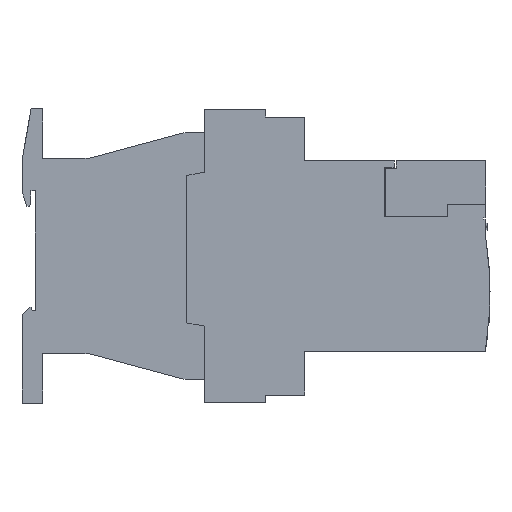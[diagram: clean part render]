
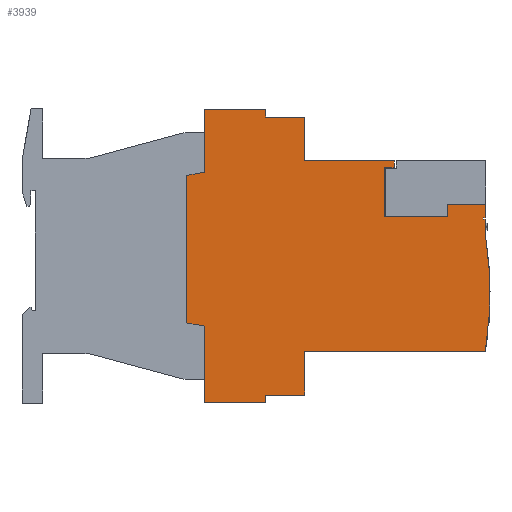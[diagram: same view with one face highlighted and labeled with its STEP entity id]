
A CAD part, left-side view. The second image highlights one B-rep face of the part: STEP entity #3939.
In plain terms, the highlighted planar face has unit normal (-1, 0, 0).
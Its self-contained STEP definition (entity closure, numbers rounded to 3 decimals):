
#3393=VERTEX_POINT('',#9398);
#3419=VERTEX_POINT('',#9428);
#3583=EDGE_CURVE('',#6545,#5959,#9614,.T.);
#3743=VERTEX_POINT('',#9789);
#3789=EDGE_CURVE('',#8371,#6117,#9840,.T.);
#3813=VERTEX_POINT('',#9866);
#3819=EDGE_CURVE('',#6055,#3419,#9873,.T.);
#3869=EDGE_CURVE('',#5959,#4471,#9931,.T.);
#3939=ADVANCED_FACE('',(#10006),#10007,.T.);
#3973=EDGE_CURVE('',#7365,#6381,#10043,.T.);
#3997=VERTEX_POINT('',#10068);
#4119=EDGE_CURVE('',#6847,#3997,#10202,.T.);
#4179=EDGE_CURVE('',#8141,#7241,#10265,.T.);
#4269=EDGE_CURVE('',#7599,#7635,#10363,.T.);
#4471=VERTEX_POINT('',#10597);
#4677=EDGE_CURVE('',#7693,#6847,#10830,.T.);
#4703=VERTEX_POINT('',#10859);
#4801=EDGE_CURVE('',#3997,#7777,#10965,.T.);
#5033=EDGE_CURVE('',#3743,#6055,#11218,.T.);
#5073=EDGE_CURVE('',#7777,#3743,#11261,.T.);
#5255=VERTEX_POINT('',#11457);
#5733=EDGE_CURVE('',#8331,#3393,#11976,.T.);
#5867=EDGE_CURVE('',#3393,#4703,#12120,.T.);
#5959=VERTEX_POINT('',#12222);
#6055=VERTEX_POINT('',#12323);
#6117=VERTEX_POINT('',#12390);
#6211=EDGE_CURVE('',#6751,#3813,#12494,.T.);
#6301=EDGE_CURVE('',#4471,#8787,#12591,.T.);
#6343=EDGE_CURVE('',#6381,#8141,#12636,.T.);
#6381=VERTEX_POINT('',#12680);
#6545=VERTEX_POINT('',#12871);
#6615=EDGE_CURVE('',#5255,#8817,#12948,.T.);
#6673=EDGE_CURVE('',#6117,#7599,#13010,.T.);
#6751=VERTEX_POINT('',#13099);
#6847=VERTEX_POINT('',#13206);
#7135=EDGE_CURVE('',#3813,#8331,#13525,.T.);
#7241=VERTEX_POINT('',#13637);
#7365=VERTEX_POINT('',#13766);
#7517=EDGE_CURVE('',#8787,#6751,#13936,.T.);
#7583=EDGE_CURVE('',#3419,#5255,#14012,.T.);
#7599=VERTEX_POINT('',#14029);
#7635=VERTEX_POINT('',#14068);
#7643=EDGE_CURVE('',#4703,#7365,#14076,.T.);
#7693=VERTEX_POINT('',#14135);
#7777=VERTEX_POINT('',#14223);
#7917=EDGE_CURVE('',#8817,#6545,#14373,.T.);
#8075=EDGE_CURVE('',#7635,#8579,#14548,.T.);
#8141=VERTEX_POINT('',#14624);
#8331=VERTEX_POINT('',#14830);
#8371=VERTEX_POINT('',#14875);
#8497=EDGE_CURVE('',#7241,#8371,#15008,.T.);
#8579=VERTEX_POINT('',#15096);
#8723=EDGE_CURVE('',#8579,#7693,#15257,.T.);
#8787=VERTEX_POINT('',#15324);
#8817=VERTEX_POINT('',#15359);
#9398=CARTESIAN_POINT('',(-22.5,-58.83,-48.512));
#9428=CARTESIAN_POINT('',(-22.5,-149.3,11.188));
#9614=LINE('',#16480,#16481);
#9789=CARTESIAN_POINT('',(-22.5,-137.,15.488));
#9840=LINE('',#16800,#16801);
#9866=CARTESIAN_POINT('',(-22.5,-78.58,-46.012));
#9873=LINE('',#16842,#16843);
#9931=CIRCLE('',#16920,120.002);
#10006=FACE_OUTER_BOUND('',#17061,.T.);
#10007=PLANE('',#17062);
#10043=LINE('',#17115,#17116);
#10068=CARTESIAN_POINT('',(-22.5,-116.8,11.488));
#10202=LINE('',#17335,#17336);
#10265=LINE('',#17427,#17428);
#10363=LINE('',#17561,#17562);
#10597=CARTESIAN_POINT('',(-22.5,-149.3,-31.912));
#10830=LINE('',#18195,#18196);
#10859=CARTESIAN_POINT('',(-22.5,-58.83,-23.762));
#10965=LINE('',#18387,#18388);
#11218=LINE('',#18764,#18765);
#11261=LINE('',#18828,#18829);
#11457=CARTESIAN_POINT('',(-22.5,-148.7,11.188));
#11976=LINE('',#19877,#19878);
#12120=LINE('',#20091,#20092);
#12222=CARTESIAN_POINT('',(-22.5,-149.3,6.088));
#12323=CARTESIAN_POINT('',(-22.5,-149.3,15.488));
#12390=CARTESIAN_POINT('',(-22.5,-78.58,43.588));
#12494=LINE('',#20649,#20650);
#12591=LINE('',#20796,#20797);
#12636=LINE('',#20856,#20857);
#12680=CARTESIAN_POINT('',(-22.5,-53.08,24.776));
#12871=CARTESIAN_POINT('',(-22.5,-149.3,10.688));
#12948=LINE('',#21264,#21265);
#13010=LINE('',#21355,#21356);
#13099=CARTESIAN_POINT('',(-22.5,-91.15,-46.012));
#13206=CARTESIAN_POINT('',(-22.5,-116.8,27.288));
#13525=LINE('',#22105,#22106);
#13637=CARTESIAN_POINT('',(-22.5,-58.83,46.088));
#13766=CARTESIAN_POINT('',(-22.5,-53.08,-22.762));
#13936=LINE('',#22698,#22699);
#14012=LINE('',#22806,#22807);
#14029=CARTESIAN_POINT('',(-22.5,-91.15,43.588));
#14068=CARTESIAN_POINT('',(-22.5,-91.15,29.488));
#14076=LINE('',#22896,#22897);
#14135=CARTESIAN_POINT('',(-22.5,-119.9,27.288));
#14223=CARTESIAN_POINT('',(-22.5,-137.,11.488));
#14373=LINE('',#23306,#23307);
#14548=LINE('',#23550,#23551);
#14624=CARTESIAN_POINT('',(-22.5,-58.83,25.788));
#14830=CARTESIAN_POINT('',(-22.5,-78.58,-48.512));
#14875=CARTESIAN_POINT('',(-22.5,-78.58,46.088));
#15008=LINE('',#24211,#24212);
#15096=CARTESIAN_POINT('',(-22.5,-119.9,29.488));
#15257=LINE('',#24553,#24554);
#15324=CARTESIAN_POINT('',(-22.5,-91.15,-31.912));
#15359=CARTESIAN_POINT('',(-22.5,-148.7,10.688));
#16480=CARTESIAN_POINT('',(-22.5,-149.3,6.088));
#16481=VECTOR('',#25626,1.0);
#16800=CARTESIAN_POINT('',(-22.5,-78.58,43.588));
#16801=VECTOR('',#25861,1.0);
#16842=CARTESIAN_POINT('',(-22.5,-149.3,11.188));
#16843=VECTOR('',#25896,1.0);
#16920=AXIS2_PLACEMENT_3D('',#25973,#25974,#25975);
#17061=EDGE_LOOP('',(#26033,#26034,#26035,#26036,#26037,#26038,#26039,#26040,#26041,#26042,#26043,#26044,#26045,#26046,#26047,#26048,#26049,#26050,#26051,#26052,#26053,#26054,#26055,#26056,#26057,#26058,#26059));
#17062=AXIS2_PLACEMENT_3D('',#26060,#26061,#26062);
#17115=CARTESIAN_POINT('',(-22.5,-53.08,24.776));
#17116=VECTOR('',#26087,1.0);
#17335=CARTESIAN_POINT('',(-22.5,-116.8,11.488));
#17336=VECTOR('',#26246,1.0);
#17427=CARTESIAN_POINT('',(-22.5,-58.83,46.088));
#17428=VECTOR('',#26291,1.0);
#17561=CARTESIAN_POINT('',(-22.5,-91.15,29.488));
#17562=VECTOR('',#26418,1.0);
#18195=CARTESIAN_POINT('',(-22.5,-116.8,27.288));
#18196=VECTOR('',#27023,1.0);
#18387=CARTESIAN_POINT('',(-22.5,-137.,11.488));
#18388=VECTOR('',#27165,1.0);
#18764=CARTESIAN_POINT('',(-22.5,-149.3,15.488));
#18765=VECTOR('',#27424,1.0);
#18828=CARTESIAN_POINT('',(-22.5,-137.,15.488));
#18829=VECTOR('',#27461,1.0);
#19877=CARTESIAN_POINT('',(-22.5,-58.83,-48.512));
#19878=VECTOR('',#28120,1.0);
#20091=CARTESIAN_POINT('',(-22.5,-58.83,-23.762));
#20092=VECTOR('',#28240,1.0);
#20649=CARTESIAN_POINT('',(-22.5,-78.58,-46.012));
#20650=VECTOR('',#28602,1.0);
#20796=CARTESIAN_POINT('',(-22.5,-91.15,-31.912));
#20797=VECTOR('',#28701,1.0);
#20856=CARTESIAN_POINT('',(-22.5,-58.83,25.788));
#20857=VECTOR('',#28735,1.);
#21264=CARTESIAN_POINT('',(-22.5,-148.7,10.688));
#21265=VECTOR('',#29115,1.0);
#21355=CARTESIAN_POINT('',(-22.5,-91.15,43.588));
#21356=VECTOR('',#29164,1.0);
#22105=CARTESIAN_POINT('',(-22.5,-78.58,-48.512));
#22106=VECTOR('',#29799,1.0);
#22698=CARTESIAN_POINT('',(-22.5,-91.15,-46.012));
#22699=VECTOR('',#30200,1.0);
#22806=CARTESIAN_POINT('',(-22.5,-148.7,11.188));
#22807=VECTOR('',#30298,1.0);
#22896=CARTESIAN_POINT('',(-22.5,-53.08,-22.762));
#22897=VECTOR('',#30357,1.0);
#23306=CARTESIAN_POINT('',(-22.5,-149.3,10.688));
#23307=VECTOR('',#30624,1.0);
#23550=CARTESIAN_POINT('',(-22.5,-119.9,29.488));
#23551=VECTOR('',#30838,1.0);
#24211=CARTESIAN_POINT('',(-22.5,-78.58,46.088));
#24212=VECTOR('',#31266,1.0);
#24553=CARTESIAN_POINT('',(-22.5,-119.9,27.288));
#24554=VECTOR('',#31533,1.0);
#25626=DIRECTION('',(0.0,0.0,-1.0));
#25861=DIRECTION('',(0.0,0.0,-1.0));
#25896=DIRECTION('',(0.0,0.0,-1.0));
#25973=CARTESIAN_POINT('',(-22.5,-30.811,-12.912));
#25974=DIRECTION('',(1.0,0.0,0.0));
#25975=DIRECTION('',(0.0,-0.987,-0.158));
#26033=ORIENTED_EDGE('',*,*,#6343,.F.);
#26034=ORIENTED_EDGE('',*,*,#3973,.F.);
#26035=ORIENTED_EDGE('',*,*,#7643,.F.);
#26036=ORIENTED_EDGE('',*,*,#5867,.F.);
#26037=ORIENTED_EDGE('',*,*,#5733,.F.);
#26038=ORIENTED_EDGE('',*,*,#7135,.F.);
#26039=ORIENTED_EDGE('',*,*,#6211,.F.);
#26040=ORIENTED_EDGE('',*,*,#7517,.F.);
#26041=ORIENTED_EDGE('',*,*,#6301,.F.);
#26042=ORIENTED_EDGE('',*,*,#3869,.F.);
#26043=ORIENTED_EDGE('',*,*,#3583,.F.);
#26044=ORIENTED_EDGE('',*,*,#7917,.F.);
#26045=ORIENTED_EDGE('',*,*,#6615,.F.);
#26046=ORIENTED_EDGE('',*,*,#7583,.F.);
#26047=ORIENTED_EDGE('',*,*,#3819,.F.);
#26048=ORIENTED_EDGE('',*,*,#5033,.F.);
#26049=ORIENTED_EDGE('',*,*,#5073,.F.);
#26050=ORIENTED_EDGE('',*,*,#4801,.F.);
#26051=ORIENTED_EDGE('',*,*,#4119,.F.);
#26052=ORIENTED_EDGE('',*,*,#4677,.F.);
#26053=ORIENTED_EDGE('',*,*,#8723,.F.);
#26054=ORIENTED_EDGE('',*,*,#8075,.F.);
#26055=ORIENTED_EDGE('',*,*,#4269,.F.);
#26056=ORIENTED_EDGE('',*,*,#6673,.F.);
#26057=ORIENTED_EDGE('',*,*,#3789,.F.);
#26058=ORIENTED_EDGE('',*,*,#8497,.F.);
#26059=ORIENTED_EDGE('',*,*,#4179,.F.);
#26060=CARTESIAN_POINT('',(-22.5,-96.935,-1.72));
#26061=DIRECTION('',(-1.0,0.0,0.0));
#26062=DIRECTION('',(0.0,0.0,-1.0));
#26087=DIRECTION('',(0.0,0.0,1.0));
#26246=DIRECTION('',(0.0,0.0,-1.0));
#26291=DIRECTION('',(0.0,0.0,1.0));
#26418=DIRECTION('',(0.0,0.0,-1.0));
#27023=DIRECTION('',(0.0,1.0,0.0));
#27165=DIRECTION('',(0.0,-1.0,0.0));
#27424=DIRECTION('',(0.0,-1.0,0.0));
#27461=DIRECTION('',(0.0,0.0,1.0));
#28120=DIRECTION('',(0.0,1.0,0.0));
#28240=DIRECTION('',(0.0,0.0,1.0));
#28602=DIRECTION('',(0.0,1.0,0.0));
#28701=DIRECTION('',(0.0,1.0,0.0));
#28735=DIRECTION('',(0.0,-0.985,0.173));
#29115=DIRECTION('',(0.0,0.0,-1.0));
#29164=DIRECTION('',(0.0,-1.0,0.0));
#29799=DIRECTION('',(0.0,0.0,-1.0));
#30200=DIRECTION('',(0.0,0.0,-1.0));
#30298=DIRECTION('',(0.0,1.0,0.0));
#30357=DIRECTION('',(0.0,0.985,0.171));
#30624=DIRECTION('',(0.0,-1.0,0.0));
#30838=DIRECTION('',(0.0,-1.0,0.0));
#31266=DIRECTION('',(0.0,-1.0,0.0));
#31533=DIRECTION('',(0.0,0.0,-1.0));
